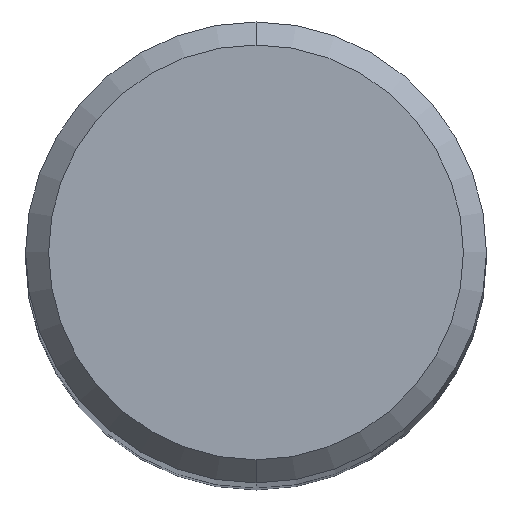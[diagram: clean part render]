
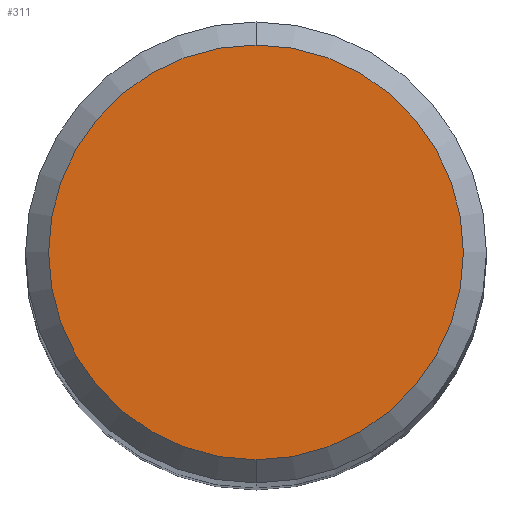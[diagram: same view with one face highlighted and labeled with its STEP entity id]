
A CAD part, top view. The second image highlights one B-rep face of the part: STEP entity #311.
In plain terms, the highlighted planar face has unit normal (0, 0, 1).
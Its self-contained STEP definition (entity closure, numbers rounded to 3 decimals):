
#311=ADVANCED_FACE('',(#600),#601,.T.);
#323=EDGE_CURVE('',#401,#385,#614,.T.);
#337=EDGE_CURVE('',#385,#401,#631,.T.);
#385=VERTEX_POINT('',#684);
#401=VERTEX_POINT('',#702);
#600=FACE_OUTER_BOUND('',#1160,.T.);
#601=PLANE('',#1161);
#614=CIRCLE('',#1178,5.4);
#631=CIRCLE('',#1199,5.4);
#684=CARTESIAN_POINT('',(0.,-5.4,0.0));
#702=CARTESIAN_POINT('',(0.0,5.4,0.0));
#1160=EDGE_LOOP('',(#1550,#1551));
#1161=AXIS2_PLACEMENT_3D('',#1552,#1553,#1554);
#1178=AXIS2_PLACEMENT_3D('',#1568,#1569,#1570);
#1199=AXIS2_PLACEMENT_3D('',#1600,#1601,#1602);
#1550=ORIENTED_EDGE('',*,*,#323,.F.);
#1551=ORIENTED_EDGE('',*,*,#337,.F.);
#1552=CARTESIAN_POINT('',(0.0,2.7,0.0));
#1553=DIRECTION('',(-0.0,0.0,1.0));
#1554=DIRECTION('',(0.0,-1.0,0.0));
#1568=CARTESIAN_POINT('',(0.0,0.0,0.0));
#1569=DIRECTION('',(0.0,0.0,-1.0));
#1570=DIRECTION('',(0.0,1.0,0.0));
#1600=CARTESIAN_POINT('',(0.0,0.0,0.0));
#1601=DIRECTION('',(0.0,0.0,-1.0));
#1602=DIRECTION('',(0.0,1.0,0.0));
